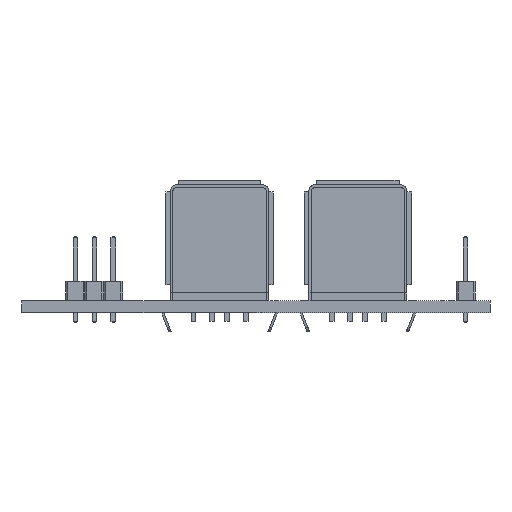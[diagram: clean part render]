
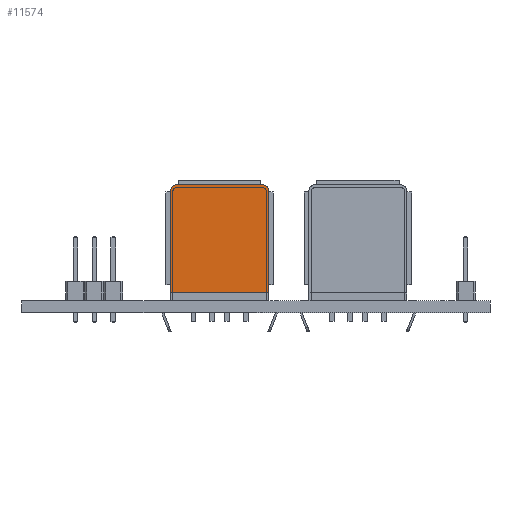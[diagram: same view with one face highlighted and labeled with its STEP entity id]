
A CAD part, front view. The second image highlights one B-rep face of the part: STEP entity #11574.
In plain terms, the highlighted face is planar.
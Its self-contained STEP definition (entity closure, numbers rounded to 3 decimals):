
#11100 = EDGE_CURVE('',#11101,#11103,#11105,.T.);
#11101 = VERTEX_POINT('',#11102);
#11102 = CARTESIAN_POINT('',(6.55,14.7,-8.825));
#11103 = VERTEX_POINT('',#11104);
#11104 = CARTESIAN_POINT('',(5.75,15.5,-8.825));
#11105 = CIRCLE('',#11106,0.8);
#11106 = AXIS2_PLACEMENT_3D('',#11107,#11108,#11109);
#11107 = CARTESIAN_POINT('',(5.75,14.7,-8.825));
#11108 = DIRECTION('',(0.,0.,1.));
#11109 = DIRECTION('',(1.,0.,0.));
#11267 = EDGE_CURVE('',#11103,#11268,#11270,.T.);
#11268 = VERTEX_POINT('',#11269);
#11269 = CARTESIAN_POINT('',(-5.75,15.5,-8.825));
#11270 = LINE('',#11271,#11272);
#11271 = CARTESIAN_POINT('',(5.75,15.5,-8.825));
#11272 = VECTOR('',#11273,1.);
#11273 = DIRECTION('',(-1.,0.,0.));
#11305 = EDGE_CURVE('',#11268,#11306,#11308,.T.);
#11306 = VERTEX_POINT('',#11307);
#11307 = CARTESIAN_POINT('',(-6.55,14.7,-8.825));
#11308 = CIRCLE('',#11309,0.8);
#11309 = AXIS2_PLACEMENT_3D('',#11310,#11311,#11312);
#11310 = CARTESIAN_POINT('',(-5.75,14.7,-8.825));
#11311 = DIRECTION('',(0.,0.,1.));
#11312 = DIRECTION('',(1.,0.,0.));
#11574 = ADVANCED_FACE('',(#11575),#11602,.F.);
#11575 = FACE_BOUND('',#11576,.T.);
#11576 = EDGE_LOOP('',(#11577,#11587,#11593,#11594,#11595,#11596));
#11577 = ORIENTED_EDGE('',*,*,#11578,.F.);
#11578 = EDGE_CURVE('',#11579,#11581,#11583,.T.);
#11579 = VERTEX_POINT('',#11580);
#11580 = CARTESIAN_POINT('',(-6.55,1.,-8.825));
#11581 = VERTEX_POINT('',#11582);
#11582 = CARTESIAN_POINT('',(6.55,1.,-8.825));
#11583 = LINE('',#11584,#11585);
#11584 = CARTESIAN_POINT('',(-7.3,1.,-8.825));
#11585 = VECTOR('',#11586,1.);
#11586 = DIRECTION('',(1.,0.,0.));
#11587 = ORIENTED_EDGE('',*,*,#11588,.F.);
#11588 = EDGE_CURVE('',#11306,#11579,#11589,.T.);
#11589 = LINE('',#11590,#11591);
#11590 = CARTESIAN_POINT('',(-6.55,14.7,-8.825));
#11591 = VECTOR('',#11592,1.);
#11592 = DIRECTION('',(0.,-1.,0.));
#11593 = ORIENTED_EDGE('',*,*,#11305,.F.);
#11594 = ORIENTED_EDGE('',*,*,#11267,.F.);
#11595 = ORIENTED_EDGE('',*,*,#11100,.F.);
#11596 = ORIENTED_EDGE('',*,*,#11597,.F.);
#11597 = EDGE_CURVE('',#11581,#11101,#11598,.T.);
#11598 = LINE('',#11599,#11600);
#11599 = CARTESIAN_POINT('',(6.55,0.,-8.825));
#11600 = VECTOR('',#11601,1.);
#11601 = DIRECTION('',(0.,1.,0.));
#11602 = PLANE('',#11603);
#11603 = AXIS2_PLACEMENT_3D('',#11604,#11605,#11606);
#11604 = CARTESIAN_POINT('',(-7.3,-1.5,-8.825));
#11605 = DIRECTION('',(0.,0.,1.));
#11606 = DIRECTION('',(1.,0.,0.));
